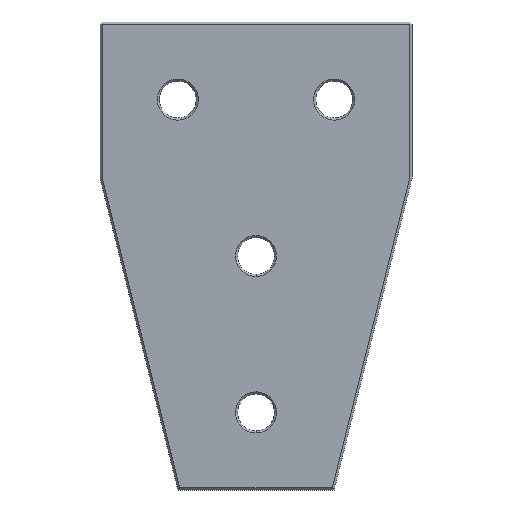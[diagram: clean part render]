
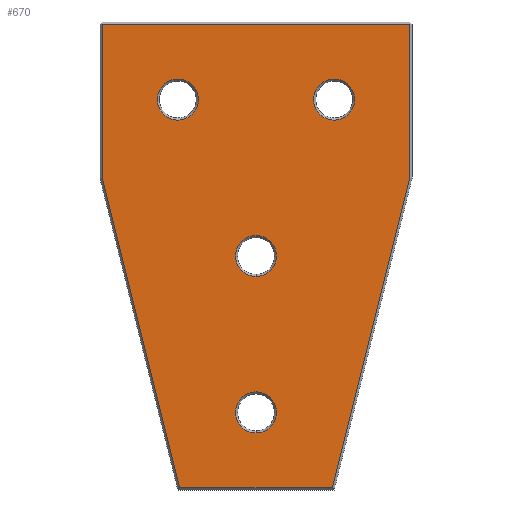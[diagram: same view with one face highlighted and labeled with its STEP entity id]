
A CAD part, front view. The second image highlights one B-rep face of the part: STEP entity #670.
In plain terms, the highlighted planar face has unit normal (0, -1, 0).
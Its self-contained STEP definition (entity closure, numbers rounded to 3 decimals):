
#1 = FACE_BOUND ( 'NONE', #1347, .T. ) ;
#14 = DIRECTION ( 'NONE',  ( 0., 0., 1. ) ) ;
#37 = ORIENTED_EDGE ( 'NONE', *, *, #1413, .T. ) ;
#104 = CARTESIAN_POINT ( 'NONE',  ( -19.05, 0., 38.1 ) ) ;
#121 = FACE_OUTER_BOUND ( 'NONE', #486, .T. ) ;
#123 = LINE ( 'NONE', #142, #1148 ) ;
#131 = VECTOR ( 'NONE', #851, 1000. ) ;
#142 = CARTESIAN_POINT ( 'NONE',  ( -16.28, 0., -65.82 ) ) ;
#152 = AXIS2_PLACEMENT_3D ( 'NONE', #202, #1075, #872 ) ;
#153 = EDGE_CURVE ( 'NONE', #984, #683, #944, .T. ) ;
#168 = ORIENTED_EDGE ( 'NONE', *, *, #650, .T. ) ;
#173 = CARTESIAN_POINT ( 'NONE',  ( 0., 0., 0. ) ) ;
#186 = AXIS2_PLACEMENT_3D ( 'NONE', #173, #610, #922 ) ;
#187 = CARTESIAN_POINT ( 'NONE',  ( 0., 0., -5. ) ) ;
#202 = CARTESIAN_POINT ( 'NONE',  ( 19., 0., -57. ) ) ;
#205 = EDGE_CURVE ( 'NONE', #1177, #865, #1133, .T. ) ;
#210 = DIRECTION ( 'NONE',  ( 0., 1., 0. ) ) ;
#229 = DIRECTION ( 'NONE',  ( 0., 1., 0. ) ) ;
#237 = ORIENTED_EDGE ( 'NONE', *, *, #825, .T. ) ;
#256 = ORIENTED_EDGE ( 'NONE', *, *, #992, .T. ) ;
#277 = CARTESIAN_POINT ( 'NONE',  ( 37.5, 0., 19.062 ) ) ;
#280 = CARTESIAN_POINT ( 'NONE',  ( 0., 0., 0. ) ) ;
#296 = CARTESIAN_POINT ( 'NONE',  ( 19., 0., 56.5 ) ) ;
#303 = DIRECTION ( 'NONE',  ( 0., 0., 1. ) ) ;
#331 = FACE_BOUND ( 'NONE', #884, .T. ) ;
#349 = ORIENTED_EDGE ( 'NONE', *, *, #1320, .T. ) ;
#355 = CIRCLE ( 'NONE', #745, 5. ) ;
#360 = EDGE_LOOP ( 'NONE', ( #1331, #488 ) ) ;
#367 = AXIS2_PLACEMENT_3D ( 'NONE', #104, #551, #14 ) ;
#392 = CARTESIAN_POINT ( 'NONE',  ( 18.61, 0., -56.5 ) ) ;
#402 = VECTOR ( 'NONE', #989, 1000. ) ;
#404 = CIRCLE ( 'NONE', #367, 5. ) ;
#419 = FACE_BOUND ( 'NONE', #501, .T. ) ;
#424 = LINE ( 'NONE', #773, #471 ) ;
#430 = PLANE ( 'NONE',  #152 ) ;
#465 = EDGE_CURVE ( 'NONE', #1041, #476, #772, .T. ) ;
#471 = VECTOR ( 'NONE', #553, 1000. ) ;
#476 = VERTEX_POINT ( 'NONE', #187 ) ;
#486 = EDGE_LOOP ( 'NONE', ( #599, #1216, #349, #733, #37, #703 ) ) ;
#488 = ORIENTED_EDGE ( 'NONE', *, *, #918, .T. ) ;
#501 = EDGE_LOOP ( 'NONE', ( #256, #978 ) ) ;
#516 = AXIS2_PLACEMENT_3D ( 'NONE', #280, #1279, #843 ) ;
#542 = DIRECTION ( 'NONE',  ( 0., 1., 0. ) ) ;
#551 = DIRECTION ( 'NONE',  ( 0., 1., 0. ) ) ;
#553 = DIRECTION ( 'NONE',  ( 0., 0., 1. ) ) ;
#582 = VERTEX_POINT ( 'NONE', #1085 ) ;
#590 = EDGE_CURVE ( 'NONE', #683, #1008, #753, .T. ) ;
#599 = ORIENTED_EDGE ( 'NONE', *, *, #153, .T. ) ;
#601 = CARTESIAN_POINT ( 'NONE',  ( 0., 0., -43.1 ) ) ;
#602 = AXIS2_PLACEMENT_3D ( 'NONE', #875, #542, #883 ) ;
#610 = DIRECTION ( 'NONE',  ( 0., 1., 0. ) ) ;
#624 = EDGE_CURVE ( 'NONE', #803, #984, #424, .T. ) ;
#634 = CARTESIAN_POINT ( 'NONE',  ( -19.05, 0., 33.1 ) ) ;
#647 = DIRECTION ( 'NONE',  ( 0., 1., 0. ) ) ;
#650 = EDGE_CURVE ( 'NONE', #938, #1014, #774, .T. ) ;
#670 = ADVANCED_FACE ( 'NONE', ( #419, #331, #1, #867, #121 ), #430, .F. ) ;
#683 = VERTEX_POINT ( 'NONE', #1405 ) ;
#703 = ORIENTED_EDGE ( 'NONE', *, *, #624, .T. ) ;
#733 = ORIENTED_EDGE ( 'NONE', *, *, #966, .T. ) ;
#741 = VERTEX_POINT ( 'NONE', #392 ) ;
#745 = AXIS2_PLACEMENT_3D ( 'NONE', #768, #229, #751 ) ;
#751 = DIRECTION ( 'NONE',  ( 0., 0., 1. ) ) ;
#753 = LINE ( 'NONE', #1096, #402 ) ;
#761 = CIRCLE ( 'NONE', #1054, 5. ) ;
#764 = CARTESIAN_POINT ( 'NONE',  ( 19.05, 0., 38.1 ) ) ;
#768 = CARTESIAN_POINT ( 'NONE',  ( 0., 0., -38.1 ) ) ;
#772 = CIRCLE ( 'NONE', #516, 5. ) ;
#773 = CARTESIAN_POINT ( 'NONE',  ( 37.5, 0., -57. ) ) ;
#774 = CIRCLE ( 'NONE', #1271, 5. ) ;
#775 = DIRECTION ( 'NONE',  ( 0.243, 0., -0.97 ) ) ;
#790 = CARTESIAN_POINT ( 'NONE',  ( -18.61, 0., -56.5 ) ) ;
#803 = VERTEX_POINT ( 'NONE', #277 ) ;
#820 = LINE ( 'NONE', #1018, #1078 ) ;
#825 = EDGE_CURVE ( 'NONE', #965, #582, #355, .T. ) ;
#836 = CARTESIAN_POINT ( 'NONE',  ( 19.05, 0., 43.1 ) ) ;
#843 = DIRECTION ( 'NONE',  ( 0., 0., 1. ) ) ;
#851 = DIRECTION ( 'NONE',  ( -1., 0., 0. ) ) ;
#865 = VERTEX_POINT ( 'NONE', #1199 ) ;
#867 = FACE_BOUND ( 'NONE', #360, .T. ) ;
#868 = CARTESIAN_POINT ( 'NONE',  ( 0., 0., -38.1 ) ) ;
#872 = DIRECTION ( 'NONE',  ( 1., 0., 0. ) ) ;
#875 = CARTESIAN_POINT ( 'NONE',  ( -19.05, 0., 38.1 ) ) ;
#883 = DIRECTION ( 'NONE',  ( 0., 0., 1. ) ) ;
#884 = EDGE_LOOP ( 'NONE', ( #237, #892 ) ) ;
#892 = ORIENTED_EDGE ( 'NONE', *, *, #1121, .T. ) ;
#898 = ORIENTED_EDGE ( 'NONE', *, *, #1140, .T. ) ;
#918 = EDGE_CURVE ( 'NONE', #865, #1177, #404, .T. ) ;
#922 = DIRECTION ( 'NONE',  ( 0., 0., 1. ) ) ;
#938 = VERTEX_POINT ( 'NONE', #1326 ) ;
#944 = LINE ( 'NONE', #296, #131 ) ;
#962 = DIRECTION ( 'NONE',  ( 0., 0., 1. ) ) ;
#965 = VERTEX_POINT ( 'NONE', #601 ) ;
#966 = EDGE_CURVE ( 'NONE', #1365, #741, #1251, .T. ) ;
#974 = DIRECTION ( 'NONE',  ( 0., 0., 1. ) ) ;
#978 = ORIENTED_EDGE ( 'NONE', *, *, #465, .T. ) ;
#984 = VERTEX_POINT ( 'NONE', #1255 ) ;
#989 = DIRECTION ( 'NONE',  ( 0., 0., -1. ) ) ;
#992 = EDGE_CURVE ( 'NONE', #476, #1041, #1350, .T. ) ;
#1008 = VERTEX_POINT ( 'NONE', #1143 ) ;
#1014 = VERTEX_POINT ( 'NONE', #836 ) ;
#1018 = CARTESIAN_POINT ( 'NONE',  ( 18.515, 0., -56.879 ) ) ;
#1041 = VERTEX_POINT ( 'NONE', #1053 ) ;
#1053 = CARTESIAN_POINT ( 'NONE',  ( 0., 0., 5. ) ) ;
#1054 = AXIS2_PLACEMENT_3D ( 'NONE', #868, #647, #303 ) ;
#1075 = DIRECTION ( 'NONE',  ( 0., 1., 0. ) ) ;
#1078 = VECTOR ( 'NONE', #1141, 1000. ) ;
#1085 = CARTESIAN_POINT ( 'NONE',  ( 0., 0., -33.1 ) ) ;
#1096 = CARTESIAN_POINT ( 'NONE',  ( -37.5, 0., -57. ) ) ;
#1121 = EDGE_CURVE ( 'NONE', #582, #965, #761, .T. ) ;
#1128 = CIRCLE ( 'NONE', #1373, 5. ) ;
#1133 = CIRCLE ( 'NONE', #602, 5. ) ;
#1140 = EDGE_CURVE ( 'NONE', #1014, #938, #1128, .T. ) ;
#1141 = DIRECTION ( 'NONE',  ( 0.243, 0., 0.97 ) ) ;
#1143 = CARTESIAN_POINT ( 'NONE',  ( -37.5, 0., 19.062 ) ) ;
#1148 = VECTOR ( 'NONE', #775, 1000. ) ;
#1159 = DIRECTION ( 'NONE',  ( 1., 0., 0. ) ) ;
#1177 = VERTEX_POINT ( 'NONE', #634 ) ;
#1199 = CARTESIAN_POINT ( 'NONE',  ( -19.05, 0., 43.1 ) ) ;
#1216 = ORIENTED_EDGE ( 'NONE', *, *, #590, .T. ) ;
#1241 = VECTOR ( 'NONE', #1159, 1000. ) ;
#1244 = CARTESIAN_POINT ( 'NONE',  ( 19., 0., -56.5 ) ) ;
#1251 = LINE ( 'NONE', #1244, #1241 ) ;
#1255 = CARTESIAN_POINT ( 'NONE',  ( 37.5, 0., 56.5 ) ) ;
#1271 = AXIS2_PLACEMENT_3D ( 'NONE', #1397, #1314, #974 ) ;
#1279 = DIRECTION ( 'NONE',  ( 0., 1., 0. ) ) ;
#1314 = DIRECTION ( 'NONE',  ( 0., 1., 0. ) ) ;
#1320 = EDGE_CURVE ( 'NONE', #1008, #1365, #123, .T. ) ;
#1326 = CARTESIAN_POINT ( 'NONE',  ( 19.05, 0., 33.1 ) ) ;
#1331 = ORIENTED_EDGE ( 'NONE', *, *, #205, .T. ) ;
#1347 = EDGE_LOOP ( 'NONE', ( #168, #898 ) ) ;
#1350 = CIRCLE ( 'NONE', #186, 5. ) ;
#1365 = VERTEX_POINT ( 'NONE', #790 ) ;
#1373 = AXIS2_PLACEMENT_3D ( 'NONE', #764, #210, #962 ) ;
#1397 = CARTESIAN_POINT ( 'NONE',  ( 19.05, 0., 38.1 ) ) ;
#1405 = CARTESIAN_POINT ( 'NONE',  ( -37.5, 0., 56.5 ) ) ;
#1413 = EDGE_CURVE ( 'NONE', #741, #803, #820, .T. ) ;
